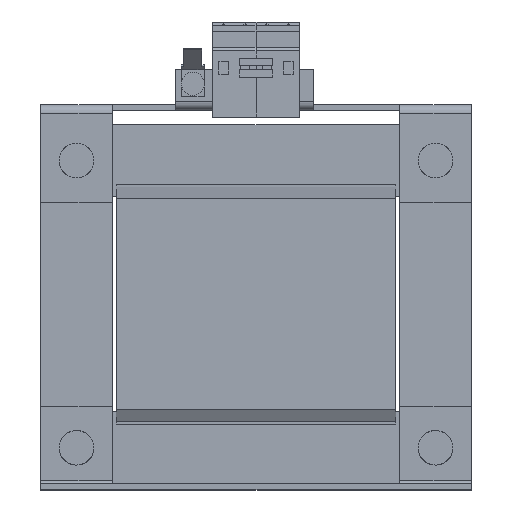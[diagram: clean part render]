
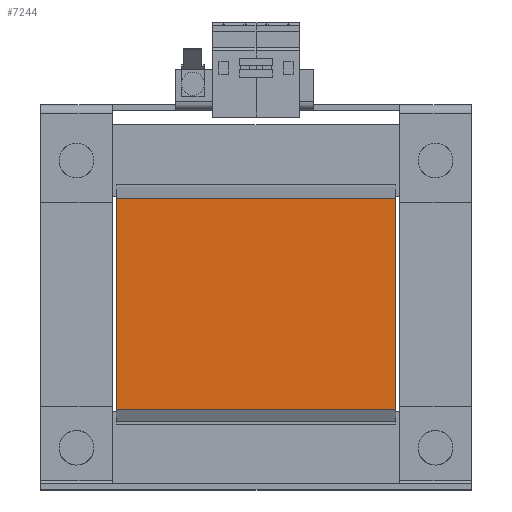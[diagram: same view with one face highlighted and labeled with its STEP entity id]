
A CAD part, top view. The second image highlights one B-rep face of the part: STEP entity #7244.
In plain terms, the highlighted planar face has unit normal (0, 0, 1).
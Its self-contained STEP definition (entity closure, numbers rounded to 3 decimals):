
#274 = ORIENTED_EDGE ( 'NONE', *, *, #360, .T. ) ;
#360 = EDGE_CURVE ( 'NONE', #4320, #8646, #11501, .T. ) ;
#744 = EDGE_CURVE ( 'NONE', #8646, #11533, #6601, .T. ) ;
#1512 = AXIS2_PLACEMENT_3D ( 'NONE', #9671, #8751, #6079 ) ;
#1575 = ORIENTED_EDGE ( 'NONE', *, *, #5509, .F. ) ;
#2036 = ORIENTED_EDGE ( 'NONE', *, *, #4595, .F. ) ;
#2077 = LINE ( 'NONE', #11384, #11575 ) ;
#2219 = CARTESIAN_POINT ( 'NONE',  ( 48.6, -36.75, 62.15 ) ) ;
#2550 = CARTESIAN_POINT ( 'NONE',  ( 48.6, -36.75, 62.15 ) ) ;
#2992 = CARTESIAN_POINT ( 'NONE',  ( 48.6, 36.75, 62.15 ) ) ;
#3527 = DIRECTION ( 'NONE',  ( -1., 0., 0. ) ) ;
#4067 = DIRECTION ( 'NONE',  ( 0., -1., 0. ) ) ;
#4300 = PLANE ( 'NONE',  #1512 ) ;
#4320 = VERTEX_POINT ( 'NONE', #2992 ) ;
#4595 = EDGE_CURVE ( 'NONE', #5850, #11533, #11737, .T. ) ;
#5490 = EDGE_LOOP ( 'NONE', ( #7291, #2036, #1575, #274 ) ) ;
#5509 = EDGE_CURVE ( 'NONE', #4320, #5850, #2077, .T. ) ;
#5850 = VERTEX_POINT ( 'NONE', #2219 ) ;
#6079 = DIRECTION ( 'NONE',  ( 0., 1., 0. ) ) ;
#6601 = LINE ( 'NONE', #10353, #9461 ) ;
#7244 = ADVANCED_FACE ( 'NONE', ( #9059 ), #4300, .F. ) ;
#7291 = ORIENTED_EDGE ( 'NONE', *, *, #744, .T. ) ;
#8646 = VERTEX_POINT ( 'NONE', #10899 ) ;
#8751 = DIRECTION ( 'NONE',  ( 0., 0., -1. ) ) ;
#9037 = VECTOR ( 'NONE', #3527, 1000. ) ;
#9059 = FACE_OUTER_BOUND ( 'NONE', #5490, .T. ) ;
#9272 = VECTOR ( 'NONE', #9933, 1000. ) ;
#9461 = VECTOR ( 'NONE', #11420, 1000. ) ;
#9671 = CARTESIAN_POINT ( 'NONE',  ( 48.6, 0., 62.15 ) ) ;
#9933 = DIRECTION ( 'NONE',  ( -1., 0., 0. ) ) ;
#10353 = CARTESIAN_POINT ( 'NONE',  ( -48.6, 0., 62.15 ) ) ;
#10695 = CARTESIAN_POINT ( 'NONE',  ( 48.6, 36.75, 62.15 ) ) ;
#10899 = CARTESIAN_POINT ( 'NONE',  ( -48.6, 36.75, 62.15 ) ) ;
#11193 = CARTESIAN_POINT ( 'NONE',  ( -48.6, -36.75, 62.15 ) ) ;
#11384 = CARTESIAN_POINT ( 'NONE',  ( 48.6, 0., 62.15 ) ) ;
#11420 = DIRECTION ( 'NONE',  ( 0., -1., 0. ) ) ;
#11501 = LINE ( 'NONE', #10695, #9037 ) ;
#11533 = VERTEX_POINT ( 'NONE', #11193 ) ;
#11575 = VECTOR ( 'NONE', #4067, 1000. ) ;
#11737 = LINE ( 'NONE', #2550, #9272 ) ;
